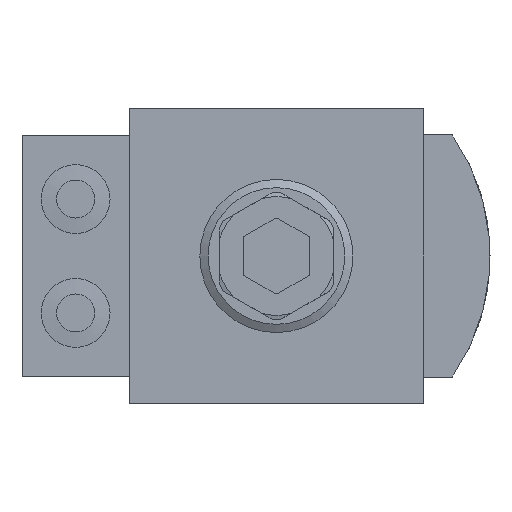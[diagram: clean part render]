
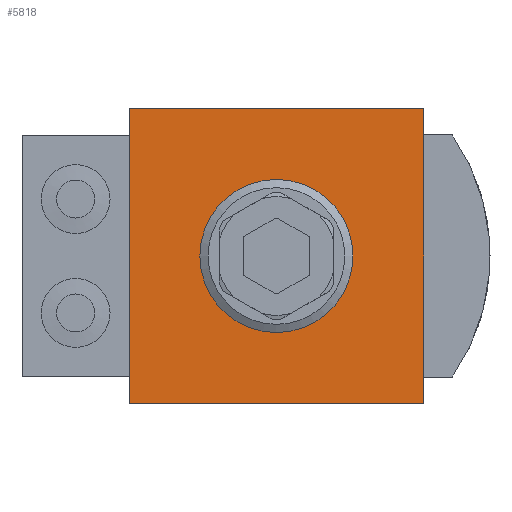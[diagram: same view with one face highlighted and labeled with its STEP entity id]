
A CAD part, front view. The second image highlights one B-rep face of the part: STEP entity #5818.
In plain terms, the highlighted planar face has unit normal (0, -1, 0).
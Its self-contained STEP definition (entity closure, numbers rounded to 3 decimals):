
#83=PLANE('',#6114);
#284=LINE('',#7647,#726);
#362=LINE('',#7857,#804);
#371=LINE('',#7874,#813);
#436=LINE('',#8026,#878);
#726=VECTOR('',#6435,1000.);
#804=VECTOR('',#6583,1000.);
#813=VECTOR('',#6594,1000.);
#878=VECTOR('',#6717,1000.);
#1459=ORIENTED_EDGE('',*,*,#2588,.F.);
#1460=ORIENTED_EDGE('',*,*,#2377,.F.);
#1461=ORIENTED_EDGE('',*,*,#2478,.F.);
#1462=ORIENTED_EDGE('',*,*,#2487,.F.);
#1463=ORIENTED_EDGE('',*,*,#2568,.F.);
#2377=EDGE_CURVE('',#2978,#2979,#284,.T.);
#2478=EDGE_CURVE('',#3057,#2978,#362,.T.);
#2487=EDGE_CURVE('',#3064,#3057,#371,.T.);
#2568=EDGE_CURVE('',#2979,#3064,#436,.T.);
#2588=EDGE_CURVE('',#3133,#3133,#3397,.F.);
#2978=VERTEX_POINT('',#7646);
#2979=VERTEX_POINT('',#7648);
#3057=VERTEX_POINT('',#7856);
#3064=VERTEX_POINT('',#7873);
#3133=VERTEX_POINT('',#8065);
#3397=CIRCLE('',#6115,16.132);
#3533=EDGE_LOOP('',(#1459));
#3534=EDGE_LOOP('',(#1460,#1461,#1462,#1463));
#3827=FACE_BOUND('',#3533,.T.);
#3828=FACE_BOUND('',#3534,.T.);
#5818=ADVANCED_FACE('',(#3827,#3828),#83,.F.);
#6114=AXIS2_PLACEMENT_3D('',#8063,#6755,#6756);
#6115=AXIS2_PLACEMENT_3D('',#8064,#6757,#6758);
#6435=DIRECTION('',(0.,0.,1.));
#6583=DIRECTION('',(-1.,0.,0.));
#6594=DIRECTION('',(0.,0.,-1.));
#6717=DIRECTION('',(1.,0.,0.));
#6755=DIRECTION('',(0.,1.,0.));
#6756=DIRECTION('',(0.,0.,1.));
#6757=DIRECTION('',(0.,1.,0.));
#6758=DIRECTION('',(0.,0.,1.));
#7646=CARTESIAN_POINT('',(-31.,-45.,-31.));
#7647=CARTESIAN_POINT('',(-31.,-45.,-31.));
#7648=CARTESIAN_POINT('',(-31.,-45.,31.));
#7856=CARTESIAN_POINT('',(31.,-45.,-31.));
#7857=CARTESIAN_POINT('',(31.,-45.,-31.));
#7873=CARTESIAN_POINT('',(31.,-45.,31.));
#7874=CARTESIAN_POINT('',(31.,-45.,31.));
#8026=CARTESIAN_POINT('',(-31.,-45.,31.));
#8063=CARTESIAN_POINT('',(0.,-45.,0.));
#8064=CARTESIAN_POINT('',(0.,-45.,0.));
#8065=CARTESIAN_POINT('',(0.,-45.,16.132));
